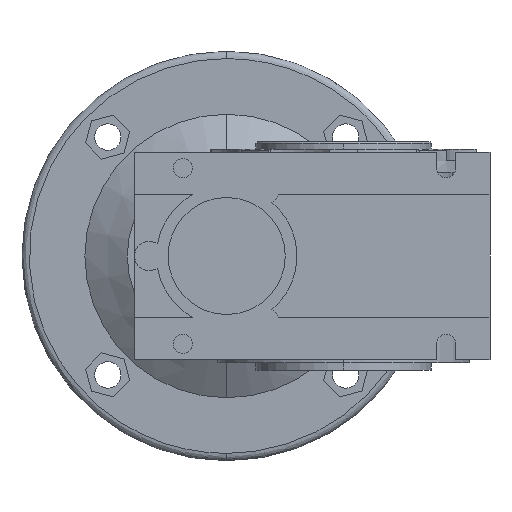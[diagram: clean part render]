
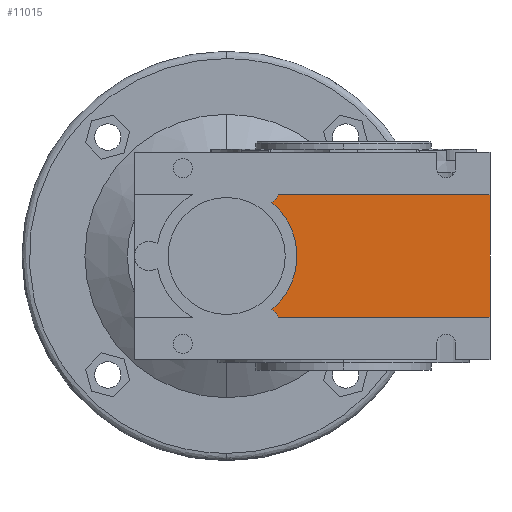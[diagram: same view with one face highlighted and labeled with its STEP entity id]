
A CAD part, left-side view. The second image highlights one B-rep face of the part: STEP entity #11015.
In plain terms, the highlighted planar face has unit normal (-1, 0, 0).
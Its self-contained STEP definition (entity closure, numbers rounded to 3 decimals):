
#170 = DIRECTION ( 'NONE',  ( 0., -1., 0. ) ) ;
#660 = DIRECTION ( 'NONE',  ( 1., 0., 0. ) ) ;
#1808 = EDGE_CURVE ( 'NONE', #6407, #3217, #21947, .T. ) ;
#2403 = EDGE_CURVE ( 'NONE', #25964, #6407, #21038, .T. ) ;
#3217 = VERTEX_POINT ( 'NONE', #11193 ) ;
#3683 = VECTOR ( 'NONE', #10911, 1000. ) ;
#4212 = VERTEX_POINT ( 'NONE', #16625 ) ;
#4438 = AXIS2_PLACEMENT_3D ( 'NONE', #8559, #6431, #170 ) ;
#5090 = CARTESIAN_POINT ( 'NONE',  ( -48., 40., 0. ) ) ;
#6206 = FACE_OUTER_BOUND ( 'NONE', #6567, .T. ) ;
#6287 = AXIS2_PLACEMENT_3D ( 'NONE', #5090, #19727, #7218 ) ;
#6407 = VERTEX_POINT ( 'NONE', #13112 ) ;
#6431 = DIRECTION ( 'NONE',  ( -1., 0., 0. ) ) ;
#6567 = EDGE_LOOP ( 'NONE', ( #23146, #17290, #9484, #23073, #8638, #22880 ) ) ;
#6923 = CARTESIAN_POINT ( 'NONE',  ( -48., -50., 0. ) ) ;
#7218 = DIRECTION ( 'NONE',  ( 0., 0., 1. ) ) ;
#8107 = DIRECTION ( 'NONE',  ( 1., 0., 0. ) ) ;
#8559 = CARTESIAN_POINT ( 'NONE',  ( -48., 25.069, -21. ) ) ;
#8638 = ORIENTED_EDGE ( 'NONE', *, *, #13551, .T. ) ;
#8802 = CARTESIAN_POINT ( 'NONE',  ( -48., -13.927, -21. ) ) ;
#8932 = DIRECTION ( 'NONE',  ( 0., 0., 1. ) ) ;
#9484 = ORIENTED_EDGE ( 'NONE', *, *, #16959, .T. ) ;
#10911 = DIRECTION ( 'NONE',  ( 0., -1., 0. ) ) ;
#11015 = ADVANCED_FACE ( 'NONE', ( #6206 ), #25276, .T. ) ;
#11193 = CARTESIAN_POINT ( 'NONE',  ( -48., -50., 21. ) ) ;
#11241 = VERTEX_POINT ( 'NONE', #19580 ) ;
#11940 = LINE ( 'NONE', #23274, #17468 ) ;
#12754 = VERTEX_POINT ( 'NONE', #13739 ) ;
#13112 = CARTESIAN_POINT ( 'NONE',  ( -48., -50., -21. ) ) ;
#13237 = CARTESIAN_POINT ( 'NONE',  ( -48., 26.75, -22.95 ) ) ;
#13551 = EDGE_CURVE ( 'NONE', #11241, #25964, #16879, .T. ) ;
#13739 = CARTESIAN_POINT ( 'NONE',  ( -48., 22.146, 21. ) ) ;
#15320 = DIRECTION ( 'NONE',  ( 0., 0., 1. ) ) ;
#15785 = EDGE_CURVE ( 'NONE', #4212, #11241, #21010, .T. ) ;
#16625 = CARTESIAN_POINT ( 'NONE',  ( -48., 24.621, 18.425 ) ) ;
#16748 = AXIS2_PLACEMENT_3D ( 'NONE', #20609, #8107, #22714 ) ;
#16879 = CIRCLE ( 'NONE', #26376, 5. ) ;
#16959 = EDGE_CURVE ( 'NONE', #12754, #4212, #25238, .T. ) ;
#17290 = ORIENTED_EDGE ( 'NONE', *, *, #26385, .T. ) ;
#17468 = VECTOR ( 'NONE', #18983, 1000. ) ;
#18983 = DIRECTION ( 'NONE',  ( 0., 1., 0. ) ) ;
#19580 = CARTESIAN_POINT ( 'NONE',  ( -48., 24.621, -18.425 ) ) ;
#19727 = DIRECTION ( 'NONE',  ( 1., 0., 0. ) ) ;
#20609 = CARTESIAN_POINT ( 'NONE',  ( -48., 26.75, 22.95 ) ) ;
#21010 = CIRCLE ( 'NONE', #6287, 24. ) ;
#21038 = LINE ( 'NONE', #8802, #3683 ) ;
#21947 = LINE ( 'NONE', #6923, #22607 ) ;
#22607 = VECTOR ( 'NONE', #8932, 1000. ) ;
#22714 = DIRECTION ( 'NONE',  ( 0., 0., 1. ) ) ;
#22880 = ORIENTED_EDGE ( 'NONE', *, *, #2403, .T. ) ;
#23073 = ORIENTED_EDGE ( 'NONE', *, *, #15785, .T. ) ;
#23146 = ORIENTED_EDGE ( 'NONE', *, *, #1808, .T. ) ;
#23274 = CARTESIAN_POINT ( 'NONE',  ( -48., -13.927, 21. ) ) ;
#25238 = CIRCLE ( 'NONE', #16748, 5. ) ;
#25276 = PLANE ( 'NONE',  #4438 ) ;
#25842 = CARTESIAN_POINT ( 'NONE',  ( -48., 22.146, -21. ) ) ;
#25964 = VERTEX_POINT ( 'NONE', #25842 ) ;
#26376 = AXIS2_PLACEMENT_3D ( 'NONE', #13237, #660, #15320 ) ;
#26385 = EDGE_CURVE ( 'NONE', #3217, #12754, #11940, .T. ) ;
